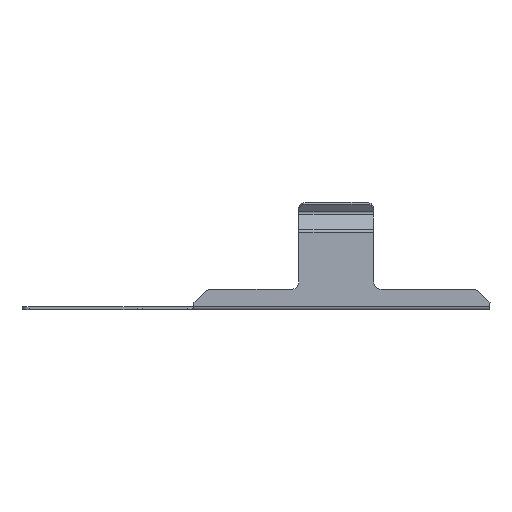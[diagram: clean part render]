
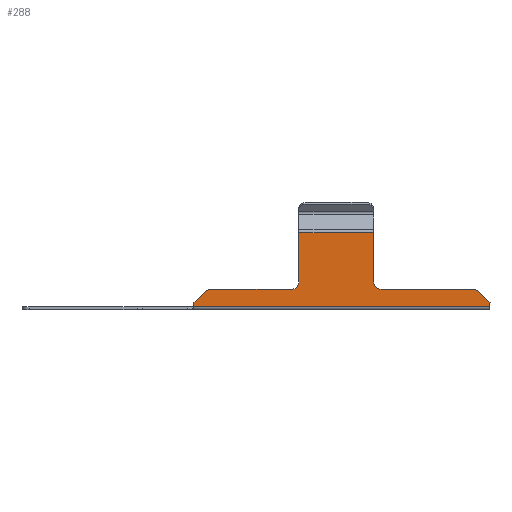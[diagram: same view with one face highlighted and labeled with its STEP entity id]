
A CAD part, left-side view. The second image highlights one B-rep face of the part: STEP entity #288.
In plain terms, the highlighted planar face has unit normal (-1, 0, 0).
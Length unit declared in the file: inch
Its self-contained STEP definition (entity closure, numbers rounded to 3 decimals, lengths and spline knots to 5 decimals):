
#10 = ORIENTED_EDGE ( 'NONE', *, *, #297, .T. ) ;
#47 = ORIENTED_EDGE ( 'NONE', *, *, #266, .T. ) ;
#51 = EDGE_CURVE ( 'NONE', #1859, #290, #1431, .T. ) ;
#171 = CARTESIAN_POINT ( 'NONE',  ( 0.04755, -11.91253, 1.23441 ) ) ;
#190 = CARTESIAN_POINT ( 'NONE',  ( 0.04755, -14.26553, 0.5 ) ) ;
#206 = VERTEX_POINT ( 'NONE', #784 ) ;
#213 = CARTESIAN_POINT ( 'NONE',  ( 0.04755, -14.31532, 0.45021 ) ) ;
#245 = DIRECTION ( 'NONE',  ( 0., 0., 1. ) ) ;
#266 = EDGE_CURVE ( 'NONE', #733, #1338, #1000, .T. ) ;
#273 = PLANE ( 'NONE',  #2903 ) ;
#277 = ORIENTED_EDGE ( 'NONE', *, *, #322, .T. ) ;
#288 = ADVANCED_FACE ( 'NONE', ( #678 ), #273, .F. ) ;
#290 = VERTEX_POINT ( 'NONE', #1965 ) ;
#297 = EDGE_CURVE ( 'NONE', #206, #3180, #761, .T. ) ;
#312 = DIRECTION ( 'NONE',  ( 0., -0.707, -0.707 ) ) ;
#322 = EDGE_CURVE ( 'NONE', #2186, #206, #636, .T. ) ;
#323 = EDGE_CURVE ( 'NONE', #836, #290, #600, .T. ) ;
#327 = VECTOR ( 'NONE', #312, 39.37008 ) ;
#343 = CARTESIAN_POINT ( 'NONE',  ( 0.04755, -12.91253, 1.23441 ) ) ;
#411 = LINE ( 'NONE', #913, #2987 ) ;
#444 = DIRECTION ( 'NONE',  ( 0., 1., 0. ) ) ;
#466 = EDGE_CURVE ( 'NONE', #3180, #733, #411, .T. ) ;
#512 = VECTOR ( 'NONE', #2745, 39.37008 ) ;
#517 = VECTOR ( 'NONE', #1135, 39.37008 ) ;
#521 = VECTOR ( 'NONE', #926, 39.37008 ) ;
#531 = CIRCLE ( 'NONE', #1670, 0.1 ) ;
#555 = ORIENTED_EDGE ( 'NONE', *, *, #51, .T. ) ;
#569 = ORIENTED_EDGE ( 'NONE', *, *, #1570, .T. ) ;
#592 = DIRECTION ( 'NONE',  ( 0., 1., 0. ) ) ;
#593 = LINE ( 'NONE', #3144, #2640 ) ;
#600 = LINE ( 'NONE', #1088, #521 ) ;
#612 = EDGE_CURVE ( 'NONE', #2631, #3177, #767, .T. ) ;
#636 = LINE ( 'NONE', #1883, #517 ) ;
#675 = DIRECTION ( 'NONE',  ( -1., 0., 0. ) ) ;
#678 = FACE_OUTER_BOUND ( 'NONE', #1545, .T. ) ;
#733 = VERTEX_POINT ( 'NONE', #2575 ) ;
#761 = CIRCLE ( 'NONE', #2417, 0.1 ) ;
#767 = LINE ( 'NONE', #1401, #2312 ) ;
#773 = ORIENTED_EDGE ( 'NONE', *, *, #2566, .T. ) ;
#775 = VECTOR ( 'NONE', #1516, 39.37008 ) ;
#784 = CARTESIAN_POINT ( 'NONE',  ( 0.04755, -11.91253, 0.5795 ) ) ;
#793 = CARTESIAN_POINT ( 'NONE',  ( 0.04755, -14.24461, 0.4795 ) ) ;
#836 = VERTEX_POINT ( 'NONE', #343 ) ;
#860 = DIRECTION ( 'NONE',  ( 0., -1., 0. ) ) ;
#868 = ORIENTED_EDGE ( 'NONE', *, *, #1940, .F. ) ;
#889 = LINE ( 'NONE', #3027, #2789 ) ;
#890 = EDGE_CURVE ( 'NONE', #2631, #1438, #889, .T. ) ;
#913 = CARTESIAN_POINT ( 'NONE',  ( 0.04755, -14.46553, 0.4795 ) ) ;
#926 = DIRECTION ( 'NONE',  ( 0., 0., -1. ) ) ;
#985 = LINE ( 'NONE', #190, #327 ) ;
#1000 = CIRCLE ( 'NONE', #2061, 0.1 ) ;
#1088 = CARTESIAN_POINT ( 'NONE',  ( 0.04755, -12.91253, 0. ) ) ;
#1135 = DIRECTION ( 'NONE',  ( 0., 0., -1. ) ) ;
#1150 = ORIENTED_EDGE ( 'NONE', *, *, #890, .T. ) ;
#1169 = CARTESIAN_POINT ( 'NONE',  ( 0.04755, -11.81253, 0.4795 ) ) ;
#1183 = DIRECTION ( 'NONE',  ( 0., 1., 0. ) ) ;
#1200 = LINE ( 'NONE', #2626, #775 ) ;
#1229 = ORIENTED_EDGE ( 'NONE', *, *, #2256, .T. ) ;
#1311 = ORIENTED_EDGE ( 'NONE', *, *, #466, .T. ) ;
#1338 = VERTEX_POINT ( 'NONE', #1734 ) ;
#1342 = VERTEX_POINT ( 'NONE', #3017 ) ;
#1401 = CARTESIAN_POINT ( 'NONE',  ( 0.04755, -10.51253, 0.208 ) ) ;
#1431 = CIRCLE ( 'NONE', #1643, 0.1 ) ;
#1438 = VERTEX_POINT ( 'NONE', #1718 ) ;
#1495 = DIRECTION ( 'NONE',  ( 0., 1., 0. ) ) ;
#1498 = CARTESIAN_POINT ( 'NONE',  ( 0.04755, -12.91253, 0. ) ) ;
#1516 = DIRECTION ( 'NONE',  ( 0., -0.707, 0.707 ) ) ;
#1545 = EDGE_LOOP ( 'NONE', ( #2906, #1150, #773, #2672, #1229, #569, #555, #2980, #1578, #277, #10, #1311, #47, #868 ) ) ;
#1570 = EDGE_CURVE ( 'NONE', #2955, #1859, #1616, .T. ) ;
#1578 = ORIENTED_EDGE ( 'NONE', *, *, #2587, .T. ) ;
#1586 = DIRECTION ( 'NONE',  ( 1., 0., 0. ) ) ;
#1601 = DIRECTION ( 'NONE',  ( 1., 0., 0. ) ) ;
#1616 = LINE ( 'NONE', #2674, #2584 ) ;
#1643 = AXIS2_PLACEMENT_3D ( 'NONE', #1792, #2111, #1495 ) ;
#1670 = AXIS2_PLACEMENT_3D ( 'NONE', #2562, #675, #1183 ) ;
#1718 = CARTESIAN_POINT ( 'NONE',  ( 0.04755, -14.46553, 0.2455 ) ) ;
#1734 = CARTESIAN_POINT ( 'NONE',  ( 0.04755, -10.66274, 0.45021 ) ) ;
#1792 = CARTESIAN_POINT ( 'NONE',  ( 0.04755, -13.01253, 0.5795 ) ) ;
#1859 = VERTEX_POINT ( 'NONE', #2490 ) ;
#1883 = CARTESIAN_POINT ( 'NONE',  ( 0.04755, -11.91253, 0. ) ) ;
#1903 = CARTESIAN_POINT ( 'NONE',  ( 0.04755, -10.73345, 0.3795 ) ) ;
#1914 = DIRECTION ( 'NONE',  ( 0., 1., 0. ) ) ;
#1940 = EDGE_CURVE ( 'NONE', #3177, #1338, #1200, .T. ) ;
#1965 = CARTESIAN_POINT ( 'NONE',  ( 0.04755, -12.91253, 0.5795 ) ) ;
#2061 = AXIS2_PLACEMENT_3D ( 'NONE', #1903, #3248, #592 ) ;
#2081 = CARTESIAN_POINT ( 'NONE',  ( 0.04755, -10.51253, 0.2455 ) ) ;
#2111 = DIRECTION ( 'NONE',  ( 1., 0., 0. ) ) ;
#2185 = DIRECTION ( 'NONE',  ( 0., 1., 0. ) ) ;
#2186 = VERTEX_POINT ( 'NONE', #171 ) ;
#2256 = EDGE_CURVE ( 'NONE', #3002, #2955, #531, .T. ) ;
#2312 = VECTOR ( 'NONE', #245, 39.37008 ) ;
#2417 = AXIS2_PLACEMENT_3D ( 'NONE', #2697, #1586, #1914 ) ;
#2467 = EDGE_CURVE ( 'NONE', #3002, #1342, #985, .T. ) ;
#2486 = LINE ( 'NONE', #2567, #512 ) ;
#2490 = CARTESIAN_POINT ( 'NONE',  ( 0.04755, -13.01253, 0.4795 ) ) ;
#2508 = CARTESIAN_POINT ( 'NONE',  ( 0.04755, -10.51253, 0.3 ) ) ;
#2562 = CARTESIAN_POINT ( 'NONE',  ( 0.04755, -14.24461, 0.3795 ) ) ;
#2566 = EDGE_CURVE ( 'NONE', #1438, #1342, #593, .T. ) ;
#2567 = CARTESIAN_POINT ( 'NONE',  ( 0.04755, -12.91253, 1.23441 ) ) ;
#2575 = CARTESIAN_POINT ( 'NONE',  ( 0.04755, -10.73345, 0.4795 ) ) ;
#2584 = VECTOR ( 'NONE', #2185, 39.37008 ) ;
#2587 = EDGE_CURVE ( 'NONE', #836, #2186, #2486, .T. ) ;
#2626 = CARTESIAN_POINT ( 'NONE',  ( 0.04755, -10.71253, 0.5 ) ) ;
#2631 = VERTEX_POINT ( 'NONE', #2081 ) ;
#2640 = VECTOR ( 'NONE', #3022, 39.37008 ) ;
#2672 = ORIENTED_EDGE ( 'NONE', *, *, #2467, .F. ) ;
#2674 = CARTESIAN_POINT ( 'NONE',  ( 0.04755, -14.46553, 0.4795 ) ) ;
#2697 = CARTESIAN_POINT ( 'NONE',  ( 0.04755, -11.81253, 0.5795 ) ) ;
#2745 = DIRECTION ( 'NONE',  ( 0., 1., 0. ) ) ;
#2760 = DIRECTION ( 'NONE',  ( 0., 1., 0. ) ) ;
#2789 = VECTOR ( 'NONE', #860, 39.37008 ) ;
#2903 = AXIS2_PLACEMENT_3D ( 'NONE', #1498, #1601, #2760 ) ;
#2906 = ORIENTED_EDGE ( 'NONE', *, *, #612, .F. ) ;
#2955 = VERTEX_POINT ( 'NONE', #793 ) ;
#2980 = ORIENTED_EDGE ( 'NONE', *, *, #323, .F. ) ;
#2987 = VECTOR ( 'NONE', #444, 39.37008 ) ;
#3002 = VERTEX_POINT ( 'NONE', #213 ) ;
#3017 = CARTESIAN_POINT ( 'NONE',  ( 0.04755, -14.46553, 0.3 ) ) ;
#3022 = DIRECTION ( 'NONE',  ( 0., 0., 1. ) ) ;
#3027 = CARTESIAN_POINT ( 'NONE',  ( 0.04755, -12.91253, 0.2455 ) ) ;
#3144 = CARTESIAN_POINT ( 'NONE',  ( 0.04755, -14.46553, 0.208 ) ) ;
#3177 = VERTEX_POINT ( 'NONE', #2508 ) ;
#3180 = VERTEX_POINT ( 'NONE', #1169 ) ;
#3248 = DIRECTION ( 'NONE',  ( -1., 0., 0. ) ) ;
